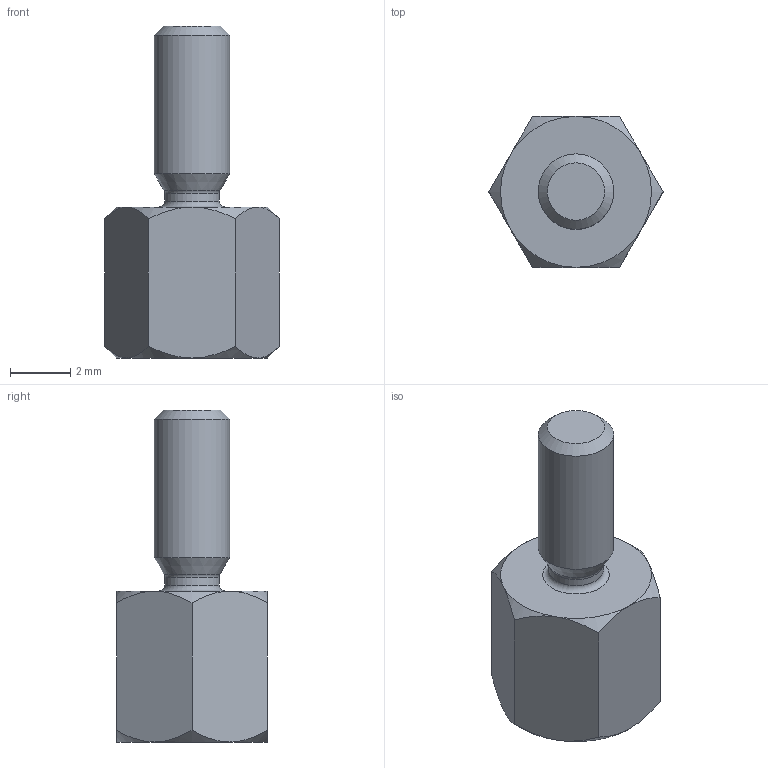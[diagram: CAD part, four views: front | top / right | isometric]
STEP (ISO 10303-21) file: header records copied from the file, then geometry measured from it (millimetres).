
FILE_DESCRIPTION(('FreeCAD Model'),'2;1');
FILE_NAME('Open CASCADE Shape Model','2021-01-01T18:09:53',( 'kicad StepUp'),('ksu MCAD'),'Open CASCADE STEP processor 7.4', 'FreeCAD','Unknown');
FILE_SCHEMA(('AUTOMOTIVE_DESIGN { 1 0 10303 214 1 1 1 1 }'));
Length unit declared in the file: millimetre
Products named in the file (1): 970200154
Bounding box: 5.77 x 5 x 11 mm (x, y, z)
Volume: 121.3 mm3; surface area: 198.2 mm2
Topology: 1 solids, 1 shells, 31 faces, 70 edges, 42 vertices
Faces by surface type: cone 16, plane 9, cylinder 4, torus 2
Full cylindrical faces by diameter (mm): 1.8 x1, 2.013 x2, 2.5 x1
Entity records: 971 total; most frequent: CARTESIAN_POINT 304, ORIENTED_EDGE 138, DIRECTION 128, EDGE_CURVE 69, AXIS2_PLACEMENT_3D 61, VERTEX_POINT 42, B_SPLINE_CURVE_WITH_KNOTS 34, FACE_BOUND 33
